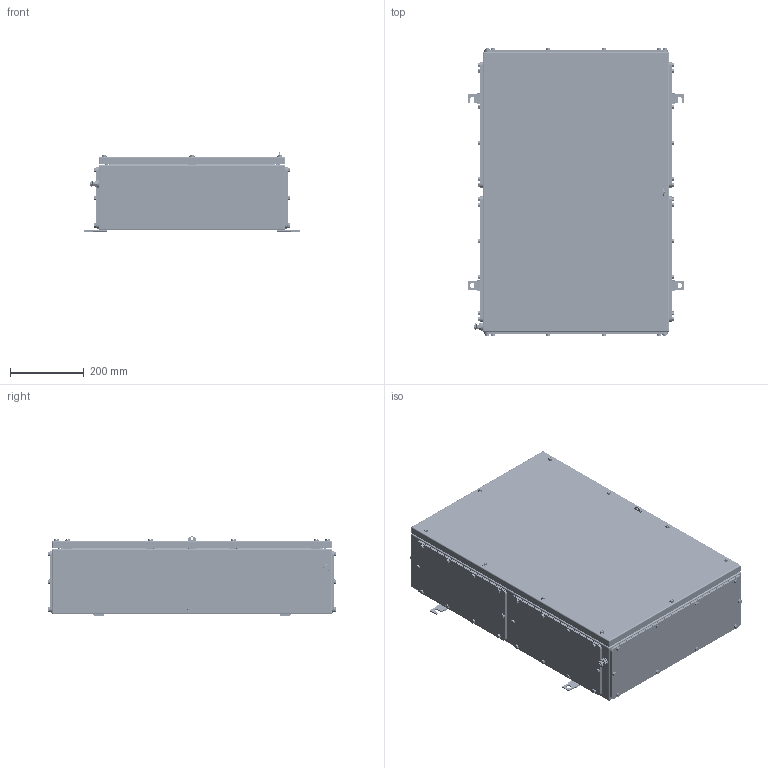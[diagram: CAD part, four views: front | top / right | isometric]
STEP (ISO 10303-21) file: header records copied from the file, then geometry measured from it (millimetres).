
FILE_DESCRIPTION(('CATIA V5 STEP Exchange','CAx-IF Rec.Pracs.--- Model Styling and Organization---1.4--- 2014-01-23'),'2;1');
FILE_NAME ('008588-5_2_1195490000_1195490000.stp','2019-08-05T06:17:52+00:00',('none'),('Weidmueller'),'CATIA Version 5-6 Release 2016 SP3 HF44','CATIA V5 STEP AP214','none');
FILE_SCHEMA(('AUTOMOTIVE_DESIGN { 1 0 10303 214 1 1 1 1 }'));
Products named in the file (1): 1195490000
Bounding box: 589 x 784 x 215 mm (x, y, z)
Volume: 3450036 mm3; surface area: 3510795.8 mm2
Topology: 187 solids, 187 shells, 4870 faces, 11286 edges, 6863 vertices
Faces by surface type: cylinder 2277, plane 1807, cone 358, torus 212, sphere 156, bspline 60
Entity records: 135734 total; most frequent: CARTESIAN_POINT 32702, ORIENTED_EDGE 21960, DIRECTION 17640, EDGE_CURVE 10980, AXIS2_PLACEMENT_3D 8051, VERTEX_POINT 6863, VECTOR 5887, LINE 5887
